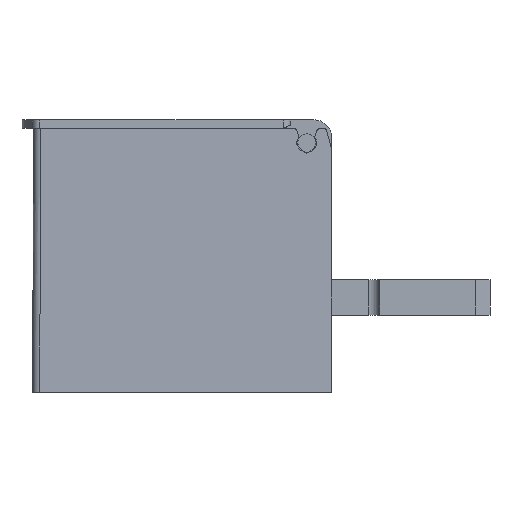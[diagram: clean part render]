
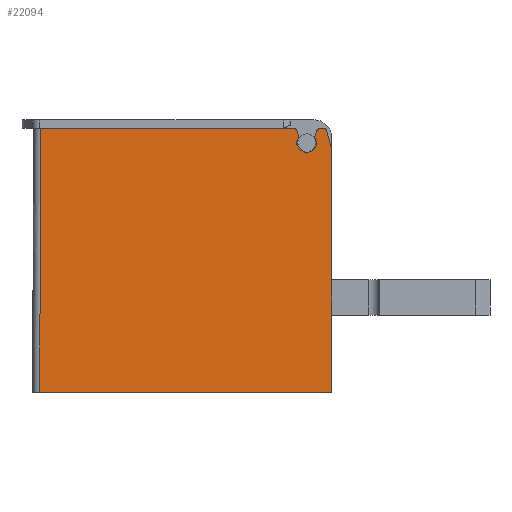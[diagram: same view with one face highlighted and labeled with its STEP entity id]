
A CAD part, left-side view. The second image highlights one B-rep face of the part: STEP entity #22094.
In plain terms, the highlighted planar face has unit normal (-1, 0, 0.005).
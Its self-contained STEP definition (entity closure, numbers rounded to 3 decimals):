
#6461=CARTESIAN_POINT('',(-14.25,38.,0.));
#6469=DIRECTION('',(0.,-1.,0.));
#6470=VECTOR('',#6469,41.);
#6471=CARTESIAN_POINT('',(-14.25,38.,0.));
#6472=LINE('',#6471,#6470);
#6763=DIRECTION('',(0.,-1.,0.));
#6764=VECTOR('',#6763,0.433);
#6765=CARTESIAN_POINT('',(-14.056,-1.382,37.));
#6766=LINE('',#6765,#6764);
#6811=DIRECTION('',(0.,-1.,0.));
#6812=VECTOR('',#6811,1.418);
#6813=CARTESIAN_POINT('',(-14.056,3.8,37.));
#6814=LINE('',#6813,#6812);
#6815=DIRECTION('',(0.,-1.,0.));
#6816=VECTOR('',#6815,34.006);
#6817=CARTESIAN_POINT('',(-14.056,37.806,37.));
#6818=LINE('',#6817,#6816);
#6819=CARTESIAN_POINT('',(-14.058,1.913,36.671));
#6820=CARTESIAN_POINT('',(-14.057,1.952,36.781));
#6821=CARTESIAN_POINT('',(-14.057,2.082,36.929));
#6822=CARTESIAN_POINT('',(-14.056,2.266,37.));
#6823=CARTESIAN_POINT('',(-14.056,2.382,37.));
#6825=DIRECTION('',(-0.005,-0.342,-0.94));
#6826=VECTOR('',#6825,0.764);
#6827=CARTESIAN_POINT('',(-14.058,1.913,36.671));
#6828=LINE('',#6827,#6826);
#6829=CARTESIAN_POINT('',(-14.063,1.622,35.751));
#6830=CARTESIAN_POINT('',(-14.062,1.618,35.82));
#6831=CARTESIAN_POINT('',(-14.062,1.627,35.888));
#6832=CARTESIAN_POINT('',(-14.062,1.651,35.953));
#6834=CARTESIAN_POINT('',(-14.065,1.817,35.298));
#6835=CARTESIAN_POINT('',(-14.064,1.78,35.461));
#6836=CARTESIAN_POINT('',(-14.064,1.715,35.612));
#6837=CARTESIAN_POINT('',(-14.063,1.622,35.751));
#6839=CARTESIAN_POINT('',(-14.074,0.798,
33.683));
#6840=CARTESIAN_POINT('',(-14.073,1.075,33.746));
#6841=CARTESIAN_POINT('',(-14.072,1.495,34.005));
#6842=CARTESIAN_POINT('',(-14.07,1.754,34.425));
#6843=CARTESIAN_POINT('',(-14.068,1.817,34.702));
#6845=CARTESIAN_POINT('',(-14.074,0.202,
33.683));
#6846=CARTESIAN_POINT('',(-14.074,0.301,
33.572));
#6847=CARTESIAN_POINT('',(-14.074,0.5,33.528));
#6848=CARTESIAN_POINT('',(-14.074,0.699,
33.572));
#6849=CARTESIAN_POINT('',(-14.074,0.798,
33.683));
#6851=CARTESIAN_POINT('',(-14.062,-0.651,
35.953));
#6852=CARTESIAN_POINT('',(-14.062,-0.627,
35.888));
#6853=CARTESIAN_POINT('',(-14.062,-0.618,
35.82));
#6854=CARTESIAN_POINT('',(-14.063,-0.622,
35.751));
#6856=DIRECTION('',(-0.005,0.342,-0.94));
#6857=VECTOR('',#6856,0.764);
#6858=CARTESIAN_POINT('',(-14.058,-0.913,
36.671));
#6859=LINE('',#6858,#6857);
#6860=CARTESIAN_POINT('',(-14.056,-1.382,37.));
#6861=CARTESIAN_POINT('',(-14.056,-1.266,37.));
#6862=CARTESIAN_POINT('',(-14.057,-1.082,
36.929));
#6863=CARTESIAN_POINT('',(-14.057,-0.952,
36.781));
#6864=CARTESIAN_POINT('',(-14.058,-0.913,
36.671));
#6866=CARTESIAN_POINT('',(-14.058,-2.299,
36.629));
#6867=CARTESIAN_POINT('',(-14.058,-2.266,
36.753));
#6868=CARTESIAN_POINT('',(-14.057,-2.136,
36.917));
#6869=CARTESIAN_POINT('',(-14.056,-1.944,37.));
#6870=CARTESIAN_POINT('',(-14.056,-1.816,37.));
#6872=DIRECTION('',(0.005,0.258,0.966));
#6873=VECTOR('',#6872,2.721);
#6874=CARTESIAN_POINT('',(-14.072,-3.,34.));
#6875=LINE('',#6874,#6873);
#6876=DIRECTION('',(-0.005,0.005,-1.));
#6877=VECTOR('',#6876,37.001);
#6878=CARTESIAN_POINT('',(-14.056,37.806,37.));
#6879=LINE('',#6878,#6877);
#7632=DIRECTION('',(0.005,0.,1.));
#7633=VECTOR('',#7632,34.);
#7634=CARTESIAN_POINT('',(-14.25,-3.,0.));
#7635=LINE('',#7634,#7633);
#7777=CARTESIAN_POINT('',(-14.063,-0.622,
35.751));
#7778=CARTESIAN_POINT('',(-14.064,-0.713,
35.614));
#7779=CARTESIAN_POINT('',(-14.065,-0.811,
35.376));
#7780=CARTESIAN_POINT('',(-14.067,-0.876,
34.95));
#7781=CARTESIAN_POINT('',(-14.069,-0.787,
34.487));
#7782=CARTESIAN_POINT('',(-14.072,-0.533,
34.089));
#7783=CARTESIAN_POINT('',(-14.073,-0.193,
33.825));
#7784=CARTESIAN_POINT('',(-14.073,0.042,
33.719));
#7785=CARTESIAN_POINT('',(-14.074,0.202,
33.683));
#7833=CARTESIAN_POINT('',(-14.068,1.817,34.702));
#7834=CARTESIAN_POINT('',(-14.068,1.928,34.801));
#7835=CARTESIAN_POINT('',(-14.067,1.972,35.));
#7836=CARTESIAN_POINT('',(-14.066,1.928,35.199));
#7837=CARTESIAN_POINT('',(-14.065,1.817,35.298));
#11677=CARTESIAN_POINT('',(-14.25,-3.,0.));
#11679=VERTEX_POINT('',#11677);
#11683=VERTEX_POINT('',#6461);
#11701=CARTESIAN_POINT('',(-14.072,-3.,34.));
#11702=VERTEX_POINT('',#11701);
#11707=VERTEX_POINT('',#6866);
#11708=VERTEX_POINT('',#6870);
#11709=VERTEX_POINT('',#6819);
#11710=VERTEX_POINT('',#6823);
#11713=CARTESIAN_POINT('',(-14.062,1.651,
35.953));
#11714=VERTEX_POINT('',#11713);
#11751=VERTEX_POINT('',#7833);
#11752=VERTEX_POINT('',#7837);
#11759=CARTESIAN_POINT('',(-14.062,-0.651,
35.953));
#11761=VERTEX_POINT('',#11759);
#11767=VERTEX_POINT('',#6837);
#11768=VERTEX_POINT('',#6839);
#11779=CARTESIAN_POINT('',(-14.063,-0.622,
35.751));
#11781=VERTEX_POINT('',#11779);
#11783=CARTESIAN_POINT('',(-14.074,0.202,
33.683));
#11785=VERTEX_POINT('',#11783);
#11791=VERTEX_POINT('',#6860);
#11792=VERTEX_POINT('',#6864);
#12790=CARTESIAN_POINT('',(-14.056,3.8,37.));
#12792=VERTEX_POINT('',#12790);
#12806=CARTESIAN_POINT('',(-14.056,37.806,37.));
#12807=VERTEX_POINT('',#12806);
#22054=CARTESIAN_POINT('',(-14.25,40.754,0.));
#22055=DIRECTION('',(-1.,0.,0.005));
#22056=DIRECTION('',(0.,-1.,0.));
#22057=AXIS2_PLACEMENT_3D('',#22054,#22055,#22056);
#22058=PLANE('',#22057);
#22059=ORIENTED_EDGE('',*,*,#21698,.T.);
#22060=ORIENTED_EDGE('',*,*,#22034,.T.);
#22062=ORIENTED_EDGE('',*,*,#22061,.F.);
#22064=ORIENTED_EDGE('',*,*,#22063,.T.);
#22066=ORIENTED_EDGE('',*,*,#22065,.F.);
#22068=ORIENTED_EDGE('',*,*,#22067,.F.);
#22070=ORIENTED_EDGE('',*,*,#22069,.F.);
#22072=ORIENTED_EDGE('',*,*,#22071,.F.);
#22074=ORIENTED_EDGE('',*,*,#22073,.F.);
#22076=ORIENTED_EDGE('',*,*,#22075,.F.);
#22078=ORIENTED_EDGE('',*,*,#22077,.F.);
#22080=ORIENTED_EDGE('',*,*,#22079,.F.);
#22081=ORIENTED_EDGE('',*,*,#22044,.F.);
#22082=ORIENTED_EDGE('',*,*,#21989,.T.);
#22084=ORIENTED_EDGE('',*,*,#22083,.F.);
#22086=ORIENTED_EDGE('',*,*,#22085,.F.);
#22088=ORIENTED_EDGE('',*,*,#22087,.F.);
#22089=ORIENTED_EDGE('',*,*,#21635,.F.);
#22091=ORIENTED_EDGE('',*,*,#22090,.F.);
#22092=EDGE_LOOP('',(#22059,#22060,#22062,#22064,#22066,#22068,#22070,#22072,
#22074,#22076,#22078,#22080,#22081,#22082,#22084,#22086,#22088,#22089,#22091));
#22093=FACE_OUTER_BOUND('',#22092,.F.);
#22094=ADVANCED_FACE('',(#22093),#22058,.T.);
#6824=B_SPLINE_CURVE_WITH_KNOTS('',3,(#6819,#6820,#6821,#6822,#6823),
.UNSPECIFIED.,.F.,.F.,(4,1,4),(0.,0.5,1.),.UNSPECIFIED.);
#6833=B_SPLINE_CURVE_WITH_KNOTS('',3,(#6829,#6830,#6831,#6832),.UNSPECIFIED.,
.F.,.F.,(4,4),(0.,1.),.UNSPECIFIED.);
#6838=B_SPLINE_CURVE_WITH_KNOTS('',3,(#6834,#6835,#6836,#6837),.UNSPECIFIED.,
.F.,.F.,(4,4),(0.,1.),.UNSPECIFIED.);
#6844=B_SPLINE_CURVE_WITH_KNOTS('',3,(#6839,#6840,#6841,#6842,#6843),
.UNSPECIFIED.,.F.,.F.,(4,1,4),(0.,0.5,1.),.UNSPECIFIED.);
#6850=B_SPLINE_CURVE_WITH_KNOTS('',3,(#6845,#6846,#6847,#6848,#6849),
.UNSPECIFIED.,.F.,.F.,(4,1,4),(0.,0.5,1.),.UNSPECIFIED.);
#6855=B_SPLINE_CURVE_WITH_KNOTS('',3,(#6851,#6852,#6853,#6854),.UNSPECIFIED.,
.F.,.F.,(4,4),(0.,1.),.UNSPECIFIED.);
#6865=B_SPLINE_CURVE_WITH_KNOTS('',3,(#6860,#6861,#6862,#6863,#6864),
.UNSPECIFIED.,.F.,.F.,(4,1,4),(0.,0.5,1.),.UNSPECIFIED.);
#6871=B_SPLINE_CURVE_WITH_KNOTS('',3,(#6866,#6867,#6868,#6869,#6870),
.UNSPECIFIED.,.F.,.F.,(4,1,4),(0.,0.5,1.),.UNSPECIFIED.);
#7786=B_SPLINE_CURVE_WITH_KNOTS('',3,(#7777,#7778,#7779,#7780,#7781,#7782,#7783,
#7784,#7785),.UNSPECIFIED.,.F.,.F.,(4,1,1,1,1,1,4),(0.,0.125,0.25,0.5,
0.75,0.875,1.),.UNSPECIFIED.);
#7838=B_SPLINE_CURVE_WITH_KNOTS('',3,(#7833,#7834,#7835,#7836,#7837),
.UNSPECIFIED.,.F.,.F.,(4,1,4),(0.,0.5,1.),.UNSPECIFIED.);
#21635=EDGE_CURVE('',#11683,#11679,#6472,.T.);
#21698=EDGE_CURVE('',#12807,#12792,#6818,.T.);
#21989=EDGE_CURVE('',#11791,#11708,#6766,.T.);
#22034=EDGE_CURVE('',#12792,#11710,#6814,.T.);
#22044=EDGE_CURVE('',#11791,#11792,#6865,.T.);
#22061=EDGE_CURVE('',#11709,#11710,#6824,.T.);
#22063=EDGE_CURVE('',#11709,#11714,#6828,.T.);
#22065=EDGE_CURVE('',#11767,#11714,#6833,.T.);
#22067=EDGE_CURVE('',#11752,#11767,#6838,.T.);
#22069=EDGE_CURVE('',#11751,#11752,#7838,.T.);
#22071=EDGE_CURVE('',#11768,#11751,#6844,.T.);
#22073=EDGE_CURVE('',#11785,#11768,#6850,.T.);
#22075=EDGE_CURVE('',#11781,#11785,#7786,.T.);
#22077=EDGE_CURVE('',#11761,#11781,#6855,.T.);
#22079=EDGE_CURVE('',#11792,#11761,#6859,.T.);
#22083=EDGE_CURVE('',#11707,#11708,#6871,.T.);
#22085=EDGE_CURVE('',#11702,#11707,#6875,.T.);
#22087=EDGE_CURVE('',#11679,#11702,#7635,.T.);
#22090=EDGE_CURVE('',#12807,#11683,#6879,.T.);
